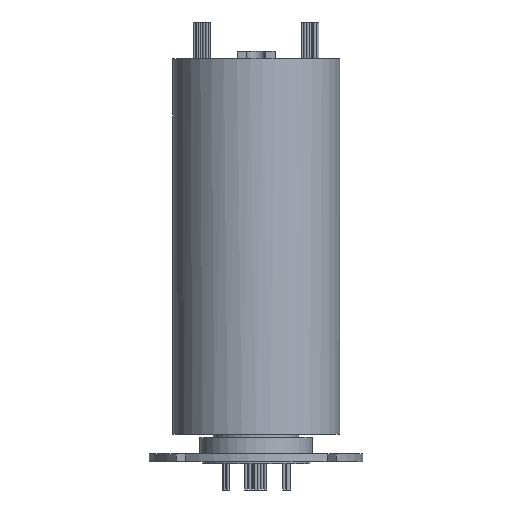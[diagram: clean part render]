
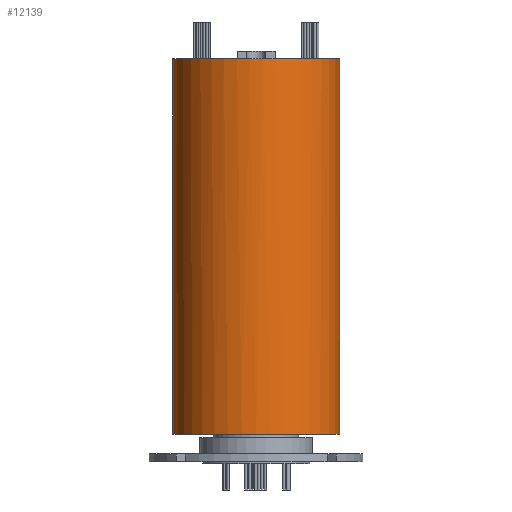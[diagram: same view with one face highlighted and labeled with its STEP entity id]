
A CAD part, front view. The second image highlights one B-rep face of the part: STEP entity #12139.
In plain terms, the highlighted cylindrical face has radius 43 mm (diameter 86 mm), a partial arc.
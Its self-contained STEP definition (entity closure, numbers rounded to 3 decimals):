
#27 = DIRECTION ( 'NONE',  ( 1., 0., 0. ) ) ;
#153 = ORIENTED_EDGE ( 'NONE', *, *, #1491, .F. ) ;
#245 = LINE ( 'NONE', #8325, #10960 ) ;
#587 = VERTEX_POINT ( 'NONE', #6329 ) ;
#994 = AXIS2_PLACEMENT_3D ( 'NONE', #11697, #5855, #12680 ) ;
#1169 = EDGE_CURVE ( 'NONE', #3232, #11189, #8541, .T. ) ;
#1261 = CIRCLE ( 'NONE', #11176, 43. ) ;
#1286 = DIRECTION ( 'NONE',  ( -1., 0., 0. ) ) ;
#1416 = ORIENTED_EDGE ( 'NONE', *, *, #9422, .F. ) ;
#1454 = AXIS2_PLACEMENT_3D ( 'NONE', #8104, #3259, #1286 ) ;
#1466 = CARTESIAN_POINT ( 'NONE',  ( 9.75, -41.88, 208.2 ) ) ;
#1491 = EDGE_CURVE ( 'NONE', #11189, #8388, #8060, .T. ) ;
#2163 = VECTOR ( 'NONE', #7219, 1000. ) ;
#3090 = FACE_OUTER_BOUND ( 'NONE', #4184, .T. ) ;
#3133 = AXIS2_PLACEMENT_3D ( 'NONE', #4299, #11137, #5296 ) ;
#3232 = VERTEX_POINT ( 'NONE', #7284 ) ;
#3259 = DIRECTION ( 'NONE',  ( 0., 0., -1. ) ) ;
#4100 = CARTESIAN_POINT ( 'NONE',  ( 0., 0., 208.2 ) ) ;
#4184 = EDGE_LOOP ( 'NONE', ( #1416, #153, #10879, #5423, #12290, #12125 ) ) ;
#4299 = CARTESIAN_POINT ( 'NONE',  ( 0., 0., 208.2 ) ) ;
#4322 = CARTESIAN_POINT ( 'NONE',  ( -43., 0., 208.2 ) ) ;
#4751 = CIRCLE ( 'NONE', #994, 43. ) ;
#5102 = DIRECTION ( 'NONE',  ( 1., 0., 0. ) ) ;
#5296 = DIRECTION ( 'NONE',  ( 1., 0., 0. ) ) ;
#5423 = ORIENTED_EDGE ( 'NONE', *, *, #8545, .F. ) ;
#5855 = DIRECTION ( 'NONE',  ( 0., 0., 1. ) ) ;
#5905 = DIRECTION ( 'NONE',  ( 0., 0., 1. ) ) ;
#6178 = AXIS2_PLACEMENT_3D ( 'NONE', #4100, #10950, #5102 ) ;
#6329 = CARTESIAN_POINT ( 'NONE',  ( -43., 0., 208.2 ) ) ;
#6358 = CARTESIAN_POINT ( 'NONE',  ( 43., 0., 15. ) ) ;
#6526 = EDGE_CURVE ( 'NONE', #7476, #7326, #1261, .T. ) ;
#7219 = DIRECTION ( 'NONE',  ( 0., 0., -1. ) ) ;
#7284 = CARTESIAN_POINT ( 'NONE',  ( -9.75, -41.88, 208.2 ) ) ;
#7326 = VERTEX_POINT ( 'NONE', #6358 ) ;
#7363 = LINE ( 'NONE', #4322, #2163 ) ;
#7476 = VERTEX_POINT ( 'NONE', #9505 ) ;
#7963 = CYLINDRICAL_SURFACE ( 'NONE', #1454, 43. ) ;
#8060 = CIRCLE ( 'NONE', #6178, 43. ) ;
#8104 = CARTESIAN_POINT ( 'NONE',  ( 0., 0., 208.2 ) ) ;
#8325 = CARTESIAN_POINT ( 'NONE',  ( 43., 0., 208.2 ) ) ;
#8388 = VERTEX_POINT ( 'NONE', #11326 ) ;
#8541 = CIRCLE ( 'NONE', #3133, 43. ) ;
#8545 = EDGE_CURVE ( 'NONE', #587, #3232, #4751, .T. ) ;
#9314 = DIRECTION ( 'NONE',  ( 0., 0., -1. ) ) ;
#9422 = EDGE_CURVE ( 'NONE', #8388, #7326, #245, .T. ) ;
#9505 = CARTESIAN_POINT ( 'NONE',  ( -43., 0., 15. ) ) ;
#10879 = ORIENTED_EDGE ( 'NONE', *, *, #1169, .F. ) ;
#10950 = DIRECTION ( 'NONE',  ( 0., 0., 1. ) ) ;
#10960 = VECTOR ( 'NONE', #9314, 1000. ) ;
#11137 = DIRECTION ( 'NONE',  ( 0., 0., 1. ) ) ;
#11176 = AXIS2_PLACEMENT_3D ( 'NONE', #11744, #5905, #27 ) ;
#11189 = VERTEX_POINT ( 'NONE', #1466 ) ;
#11326 = CARTESIAN_POINT ( 'NONE',  ( 43., 0., 208.2 ) ) ;
#11697 = CARTESIAN_POINT ( 'NONE',  ( 0., 0., 208.2 ) ) ;
#11744 = CARTESIAN_POINT ( 'NONE',  ( 0., 0., 15. ) ) ;
#12125 = ORIENTED_EDGE ( 'NONE', *, *, #6526, .T. ) ;
#12139 = ADVANCED_FACE ( 'NONE', ( #3090 ), #7963, .T. ) ;
#12229 = EDGE_CURVE ( 'NONE', #587, #7476, #7363, .T. ) ;
#12290 = ORIENTED_EDGE ( 'NONE', *, *, #12229, .T. ) ;
#12680 = DIRECTION ( 'NONE',  ( 1., 0., 0. ) ) ;
